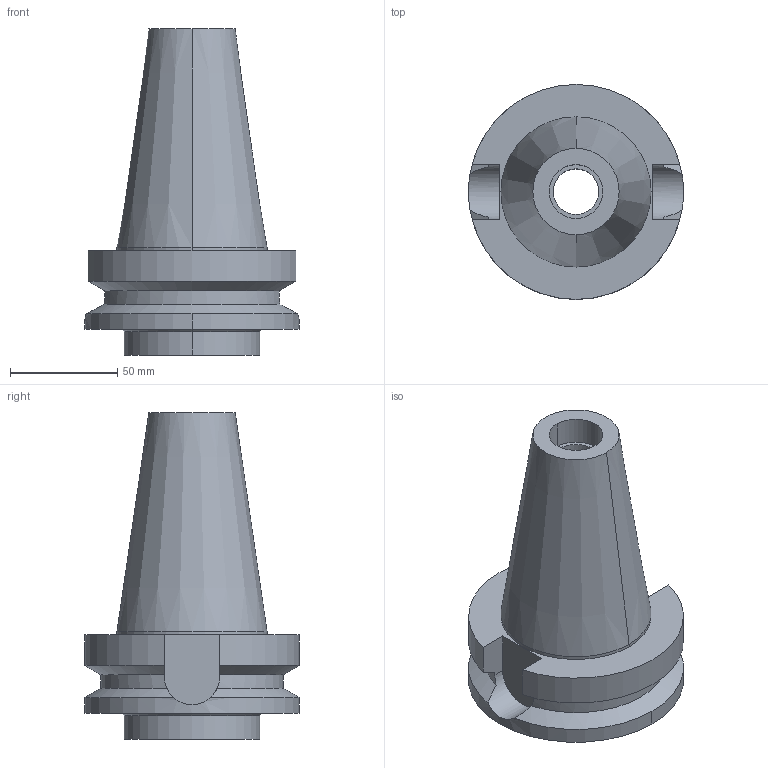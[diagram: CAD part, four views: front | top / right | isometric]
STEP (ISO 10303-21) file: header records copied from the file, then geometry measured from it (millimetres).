
FILE_DESCRIPTION((''),'2;1');
FILE_NAME('BBT50-C6-50','2019-02-07T',('ykawabe'),(''),'CREO PARAMETRIC BY PTC INC, 2016380','CREO PARAMETRIC BY PTC INC, 2016380','');
FILE_SCHEMA(('AUTOMOTIVE_DESIGN { 1 0 10303 214 1 1 1 1 }'));
Length unit declared in the file: millimetre
Products named in the file (1): BBT50-C6-50
Bounding box: 100 x 100 x 151.8 mm (x, y, z)
Volume: 426643.9 mm3; surface area: 60717.9 mm2
Topology: 1 solids, 1 shells, 41 faces, 109 edges, 75 vertices
Faces by surface type: cylinder 18, plane 13, cone 8, bspline 2
Entity records: 2149 total; most frequent: CARTESIAN_POINT 638, DIRECTION 228, ORIENTED_EDGE 218, PRESENTATION_STYLE_ASSIGNMENT 114, STYLED_ITEM 114, CURVE_STYLE 113, EDGE_CURVE 109, AXIS2_PLACEMENT_3D 94
